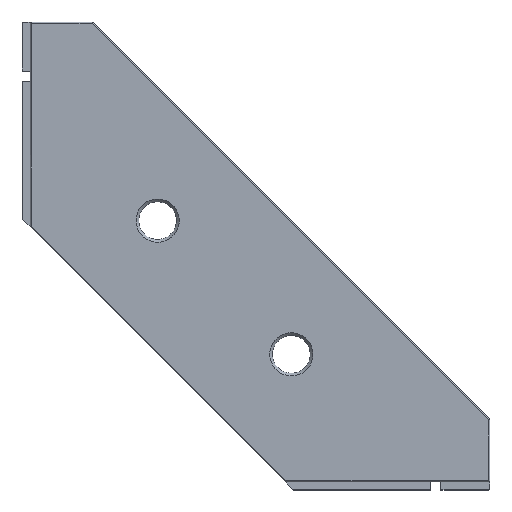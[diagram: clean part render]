
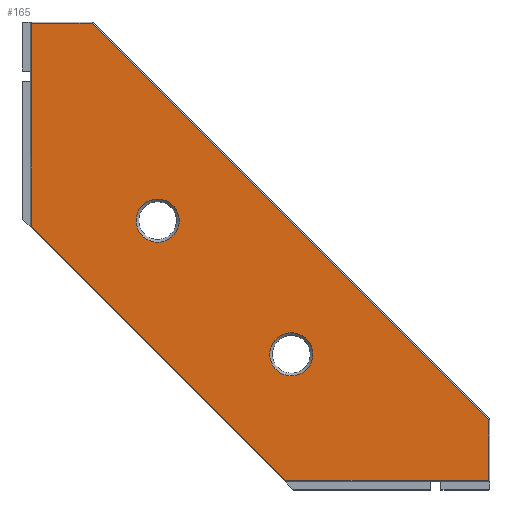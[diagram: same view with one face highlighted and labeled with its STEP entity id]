
A CAD part, top view. The second image highlights one B-rep face of the part: STEP entity #165.
In plain terms, the highlighted planar face has unit normal (0, 0, 1).
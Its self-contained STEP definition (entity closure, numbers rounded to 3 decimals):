
#84=CARTESIAN_POINT('',(107.702,50.205,18.0));
#85=VERTEX_POINT('',#84);
#86=CARTESIAN_POINT('',(99.702,50.205,18.0));
#87=DIRECTION('',(0.0,0.0,1.0));
#88=DIRECTION('',(-1.0,0.0,0.0));
#89=AXIS2_PLACEMENT_3D('',#86,#87,#88);
#90=CIRCLE('',#89,8.);
#91=EDGE_CURVE('',#85,#85,#90,.T.);
#96=CARTESIAN_POINT('',(77.934,77.934,18.0));
#97=DIRECTION('',(0.0,0.0,1.0));
#98=DIRECTION('',(1.0,0.0,0.0));
#99=AXIS2_PLACEMENT_3D('',#96,#97,#98);
#100=PLANE('',#99);
#101=CARTESIAN_POINT('',(3.5,172.741,18.0));
#102=VERTEX_POINT('',#101);
#103=CARTESIAN_POINT('',(25.956,172.741,18.0));
#104=VERTEX_POINT('',#103);
#105=CARTESIAN_POINT('',(3.5,172.741,18.0));
#106=DIRECTION('',(1.0,0.0,0.0));
#107=VECTOR('',#106,22.456);
#108=LINE('',#105,#107);
#109=EDGE_CURVE('',#102,#104,#108,.T.);
#110=ORIENTED_EDGE('',*,*,#109,.F.);
#111=CARTESIAN_POINT('',(3.5,97.616,18.0));
#112=VERTEX_POINT('',#111);
#113=CARTESIAN_POINT('',(3.5,97.616,18.0));
#114=DIRECTION('',(0.0,1.0,0.0));
#115=VECTOR('',#114,75.125);
#116=LINE('',#113,#115);
#117=EDGE_CURVE('',#112,#102,#116,.T.);
#118=ORIENTED_EDGE('',*,*,#117,.F.);
#119=CARTESIAN_POINT('',(97.616,3.5,18.0));
#120=VERTEX_POINT('',#119);
#121=CARTESIAN_POINT('',(97.616,3.5,18.0));
#122=DIRECTION('',(-0.707,0.707,0.0));
#123=VECTOR('',#122,133.101);
#124=LINE('',#121,#123);
#125=EDGE_CURVE('',#120,#112,#124,.T.);
#126=ORIENTED_EDGE('',*,*,#125,.F.);
#127=CARTESIAN_POINT('',(172.741,3.5,18.0));
#128=VERTEX_POINT('',#127);
#129=CARTESIAN_POINT('',(172.741,3.5,18.0));
#130=DIRECTION('',(-1.0,0.0,0.0));
#131=VECTOR('',#130,75.125);
#132=LINE('',#129,#131);
#133=EDGE_CURVE('',#128,#120,#132,.T.);
#134=ORIENTED_EDGE('',*,*,#133,.F.);
#135=CARTESIAN_POINT('',(172.741,25.956,18.0));
#136=VERTEX_POINT('',#135);
#137=CARTESIAN_POINT('',(172.741,25.956,18.0));
#138=DIRECTION('',(0.0,-1.0,0.0));
#139=VECTOR('',#138,22.456);
#140=LINE('',#137,#139);
#141=EDGE_CURVE('',#136,#128,#140,.T.);
#142=ORIENTED_EDGE('',*,*,#141,.F.);
#143=CARTESIAN_POINT('',(25.956,172.741,18.0));
#144=DIRECTION('',(0.707,-0.707,0.0));
#145=VECTOR('',#144,207.586);
#146=LINE('',#143,#145);
#147=EDGE_CURVE('',#104,#136,#146,.T.);
#148=ORIENTED_EDGE('',*,*,#147,.F.);
#149=EDGE_LOOP('',(#110,#118,#126,#134,#142,#148));
#150=FACE_OUTER_BOUND('',#149,.T.);
#151=CARTESIAN_POINT('',(50.205,107.702,18.0));
#152=VERTEX_POINT('',#151);
#153=CARTESIAN_POINT('',(50.205,99.702,18.0));
#154=DIRECTION('',(0.0,0.0,1.0));
#155=DIRECTION('',(0.0,-1.0,0.0));
#156=AXIS2_PLACEMENT_3D('',#153,#154,#155);
#157=CIRCLE('',#156,8.);
#158=EDGE_CURVE('',#152,#152,#157,.T.);
#159=ORIENTED_EDGE('',*,*,#158,.F.);
#160=EDGE_LOOP('',(#159));
#161=FACE_BOUND('',#160,.T.);
#162=ORIENTED_EDGE('',*,*,#91,.F.);
#163=EDGE_LOOP('',(#162));
#164=FACE_BOUND('',#163,.T.);
#165=ADVANCED_FACE('',(#150,#161,#164),#100,.T.);
